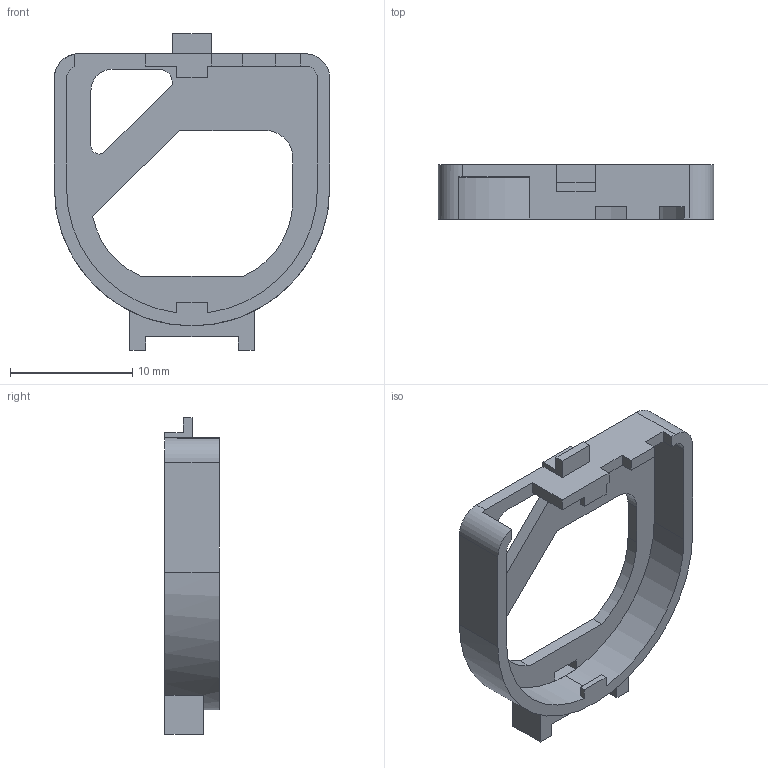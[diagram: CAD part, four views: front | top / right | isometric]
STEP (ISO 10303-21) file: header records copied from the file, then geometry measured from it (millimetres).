
FILE_DESCRIPTION (( 'STEP AP214' ), '1' );
FILE_NAME ('BVSD-2032-COVER.STEP', '2019-10-22T09:51:03', ( '' ), ( '' ), 'SwSTEP 2.0', 'SolidWorks 2017', '' );
FILE_SCHEMA (( 'AUTOMOTIVE_DESIGN' ));
Length unit declared in the file: millimetre
Products named in the file (1): BVSD-2032-COVER
Bounding box: 22.5 x 4.45 x 25.88 mm (x, y, z)
Volume: 541.1 mm3; surface area: 1235.8 mm2
Topology: 1 solids, 1 shells, 74 faces, 218 edges, 144 vertices
Faces by surface type: plane 60, cylinder 14
Entity records: 2495 total; most frequent: CARTESIAN_POINT 437, ORIENTED_EDGE 436, DIRECTION 403, EDGE_CURVE 218, LINE 183, VECTOR 183, VERTEX_POINT 144, AXIS2_PLACEMENT_3D 110
